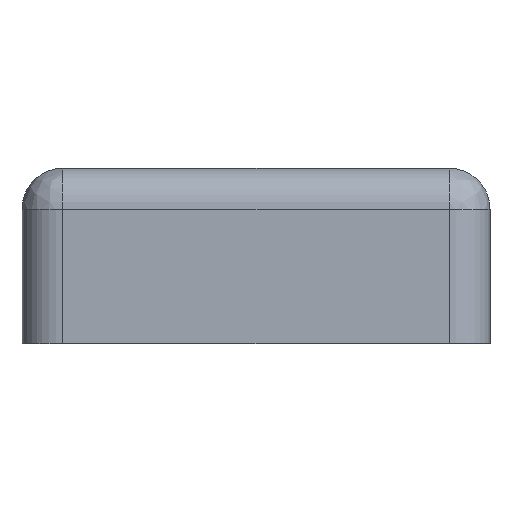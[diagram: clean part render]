
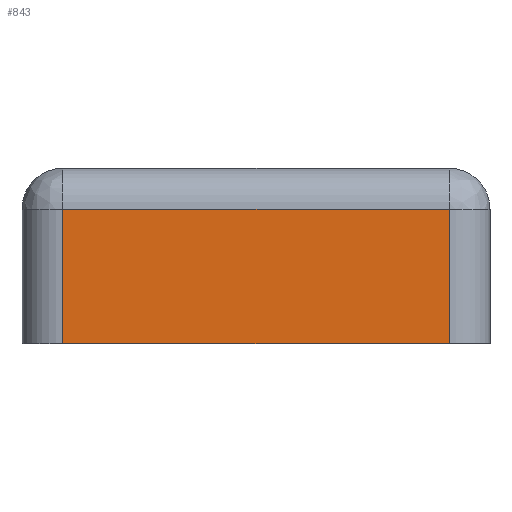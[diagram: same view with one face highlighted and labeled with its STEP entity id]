
A CAD part, left-side view. The second image highlights one B-rep face of the part: STEP entity #843.
In plain terms, the highlighted free-form (B-spline) face has degree [1, 1] with [2, 2] control points.
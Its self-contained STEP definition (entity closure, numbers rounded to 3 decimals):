
#585=CARTESIAN_POINT('',(0.0,3.5,11.5));
#586=VERTEX_POINT('',#585);
#650=CARTESIAN_POINT('',(0.0,36.5,11.5));
#651=VERTEX_POINT('',#650);
#704=CARTESIAN_POINT('',(0.0,36.5,0.));
#705=VERTEX_POINT('',#704);
#715=CARTESIAN_POINT('',(0.0,36.5,11.5));
#716=DIRECTION('',(0.0,0.0,-1.0));
#717=VECTOR('',#716,11.5);
#718=LINE('',#715,#717);
#719=EDGE_CURVE('',#651,#705,#718,.T.);
#765=CARTESIAN_POINT('',(0.0,3.5,11.5));
#766=DIRECTION('',(0.0,1.0,0.0));
#767=VECTOR('',#766,33.);
#768=LINE('',#765,#767);
#769=EDGE_CURVE('',#586,#651,#768,.T.);
#802=CARTESIAN_POINT('',(0.0,3.5,0.));
#803=VERTEX_POINT('',#802);
#818=CARTESIAN_POINT('',(0.0,3.5,0.));
#819=DIRECTION('',(0.0,0.0,1.0));
#820=VECTOR('',#819,11.5);
#821=LINE('',#818,#820);
#822=EDGE_CURVE('',#803,#586,#821,.T.);
#827=CARTESIAN_POINT('',(0.0,3.5,0.));
#828=CARTESIAN_POINT('',(0.0,3.5,11.5));
#829=CARTESIAN_POINT('',(0.0,36.5,0.));
#830=CARTESIAN_POINT('',(0.0,36.5,11.5));
#831=B_SPLINE_SURFACE_WITH_KNOTS('',1,1,((#827,#829),(#828,#830)),.UNSPECIFIED.,.F.,.F.,.U.,(2,2),(2,2),(0.0,11.5),(0.0,33.),.UNSPECIFIED.);
#832=ORIENTED_EDGE('',*,*,#719,.T.);
#833=CARTESIAN_POINT('',(0.0,36.5,0.));
#834=DIRECTION('',(0.0,-1.0,0.0));
#835=VECTOR('',#834,33.0);
#836=LINE('',#833,#835);
#837=EDGE_CURVE('',#705,#803,#836,.T.);
#838=ORIENTED_EDGE('',*,*,#837,.T.);
#839=ORIENTED_EDGE('',*,*,#822,.T.);
#840=ORIENTED_EDGE('',*,*,#769,.T.);
#841=EDGE_LOOP('',(#832,#838,#839,#840));
#842=FACE_OUTER_BOUND('',#841,.T.);
#843=ADVANCED_FACE('',(#842),#831,.T.);
